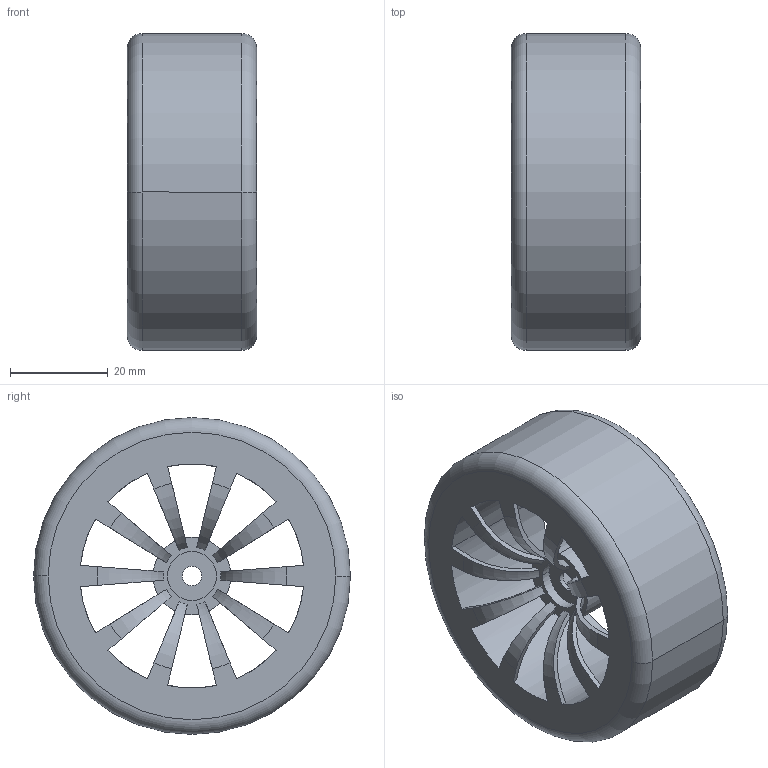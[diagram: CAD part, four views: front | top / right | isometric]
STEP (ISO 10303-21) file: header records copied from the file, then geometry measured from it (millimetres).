
FILE_DESCRIPTION (( 'STEP AP203' ), '1' );
FILE_NAME ('智能车轮_直径65mm.stp_默认_sldprt.STEP', '2022-11-06T09:14:53', ( '' ), ( '' ), 'SwSTEP 2.0', 'SolidWorks 2021', '' );
FILE_SCHEMA (( 'CONFIG_CONTROL_DESIGN' ));
Length unit declared in the file: millimetre
Products named in the file (1): 智能车轮_直径65mm.stp_默认_sldprt
Bounding box: 26.5 x 65 x 65 mm (x, y, z)
Volume: 44635.5 mm3; surface area: 14713.7 mm2
Topology: 1 solids, 1 shells, 76 faces, 234 edges, 154 vertices
Faces by surface type: plane 42, torus 24, cylinder 10
Entity records: 3357 total; most frequent: CARTESIAN_POINT 1145, ORIENTED_EDGE 468, DIRECTION 434, EDGE_CURVE 234, AXIS2_PLACEMENT_3D 163, VERTEX_POINT 154, VECTOR 108, LINE 108
